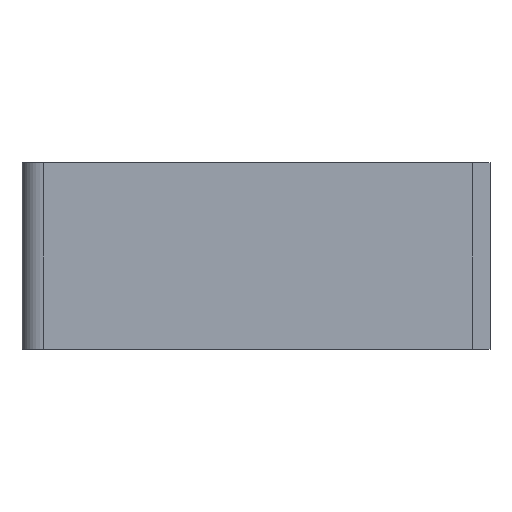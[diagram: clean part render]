
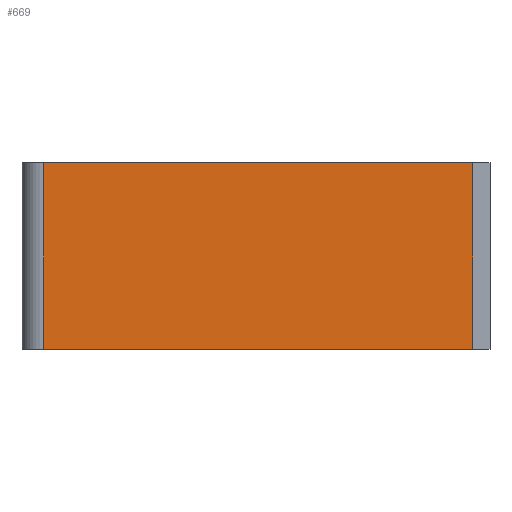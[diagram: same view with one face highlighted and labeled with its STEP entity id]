
A CAD part, left-side view. The second image highlights one B-rep face of the part: STEP entity #669.
In plain terms, the highlighted planar face has unit normal (-1, 0, 0).
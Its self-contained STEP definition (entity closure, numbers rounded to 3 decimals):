
#49 = VERTEX_POINT('',#50);
#50 = CARTESIAN_POINT('',(-93.,98.,0.));
#57 = EDGE_CURVE('',#49,#58,#60,.T.);
#58 = VERTEX_POINT('',#59);
#59 = CARTESIAN_POINT('',(-93.,-100.,0.));
#60 = LINE('',#61,#62);
#61 = CARTESIAN_POINT('',(-93.,-50.,0.));
#62 = VECTOR('',#63,1.);
#63 = DIRECTION('',(0.,-1.,0.));
#558 = EDGE_CURVE('',#49,#559,#561,.T.);
#559 = VERTEX_POINT('',#560);
#560 = CARTESIAN_POINT('',(-93.,98.,86.));
#561 = LINE('',#562,#563);
#562 = CARTESIAN_POINT('',(-93.,98.,0.));
#563 = VECTOR('',#564,1.);
#564 = DIRECTION('',(0.,0.,1.));
#669 = ADVANCED_FACE('',(#670),#688,.T.);
#670 = FACE_BOUND('',#671,.T.);
#671 = EDGE_LOOP('',(#672,#673,#681,#687));
#672 = ORIENTED_EDGE('',*,*,#57,.T.);
#673 = ORIENTED_EDGE('',*,*,#674,.F.);
#674 = EDGE_CURVE('',#675,#58,#677,.T.);
#675 = VERTEX_POINT('',#676);
#676 = CARTESIAN_POINT('',(-93.,-100.,86.));
#677 = LINE('',#678,#679);
#678 = CARTESIAN_POINT('',(-93.,-100.,0.));
#679 = VECTOR('',#680,1.);
#680 = DIRECTION('',(-0.,-0.,-1.));
#681 = ORIENTED_EDGE('',*,*,#682,.F.);
#682 = EDGE_CURVE('',#559,#675,#683,.T.);
#683 = LINE('',#684,#685);
#684 = CARTESIAN_POINT('',(-93.,-50.,86.));
#685 = VECTOR('',#686,1.);
#686 = DIRECTION('',(0.,-1.,0.));
#687 = ORIENTED_EDGE('',*,*,#558,.F.);
#688 = PLANE('',#689);
#689 = AXIS2_PLACEMENT_3D('',#690,#691,#692);
#690 = CARTESIAN_POINT('',(-93.,-100.,0.));
#691 = DIRECTION('',(-1.,0.,0.));
#692 = DIRECTION('',(0.,1.,0.));
